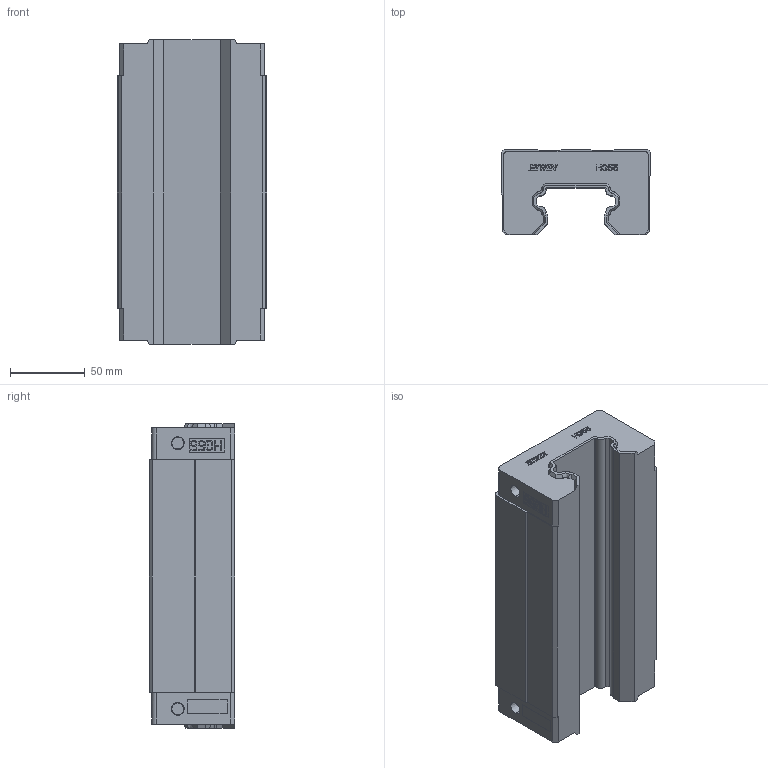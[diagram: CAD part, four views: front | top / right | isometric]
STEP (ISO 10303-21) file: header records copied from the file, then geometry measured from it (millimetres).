
FILE_DESCRIPTION (( 'STEP AP203' ), '1' );
FILE_NAME ('HG55H.STEP', '2007-11-05T09:12:32', ( 'HIWIN GmbH' ), ( '77654 Offenburg' ), 'SwSTEP 2.0', 'SolidWorks 2006104', '' );
FILE_SCHEMA (( 'CONFIG_CONTROL_DESIGN' ));
Length unit declared in the file: millimetre
Products named in the file (4): HG55_ASM_ASM_111_ASM1_Standard; MANIFOLD_SOLID_BREP_75126_Standard; HG55BLOCK_1_ASM1_Standard; HG55H
Assembly tree (3 placements, depth 4):
  HG55H
    HG55_ASM_ASM_111_ASM1_Standard
      HG55BLOCK_1_ASM1_Standard
        MANIFOLD_SOLID_BREP_75126_Standard
Bounding box: 100 x 57 x 203.8 mm (x, y, z)
Volume: 821759.2 mm3; surface area: 88848.1 mm2
Topology: 1 solids, 1 shells, 992 faces, 2880 edges, 1928 vertices
Faces by surface type: plane 874, cylinder 98, cone 12, bspline 8
Entity records: 35132 total; most frequent: CARTESIAN_POINT 9514, ORIENTED_EDGE 5760, DIRECTION 4408, EDGE_CURVE 2880, VECTOR 2232, LINE 2232, VERTEX_POINT 1928, AXIS2_PLACEMENT_3D 1088
